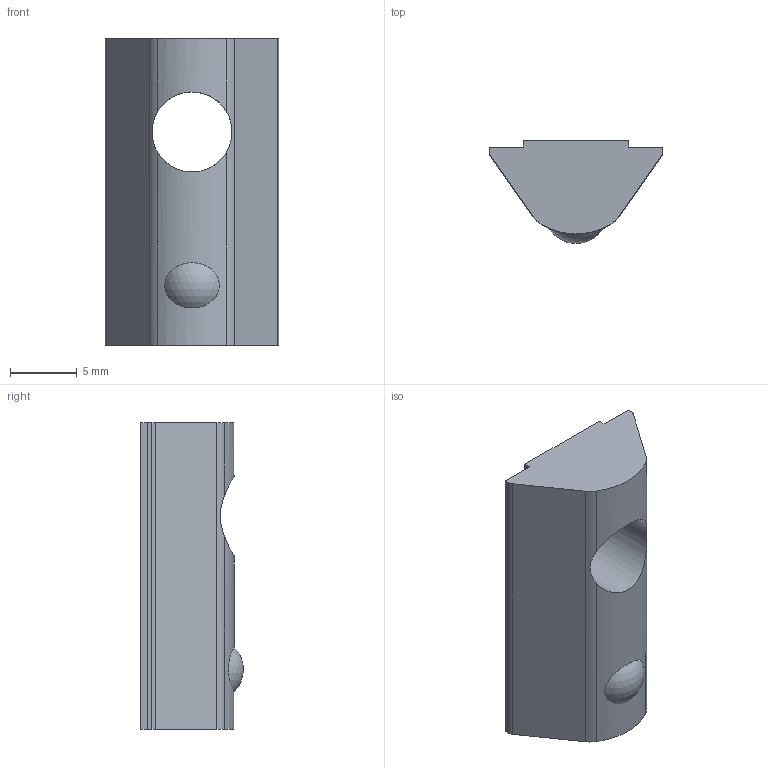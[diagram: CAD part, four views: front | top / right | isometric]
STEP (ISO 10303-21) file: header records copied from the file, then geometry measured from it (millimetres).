
FILE_DESCRIPTION(/* description */ (''),/* implementation_level */ '2;1');
FILE_NAME(/* name */ '122325',/* time_stamp */ '2014-10-06T11:54:32+02:00',/* author */ (''),/* organization */ (''),/* preprocessor_version */ 'ST-DEVELOPER v14',/* originating_system */ 'HiCAD 2013 1802.4 Build 509',/* authorisation */ '');
FILE_SCHEMA (('AUTOMOTIVE_DESIGN { 1 0 10303 214 1 1 1 1 }'));
Length unit declared in the file: millimetre
Products named in the file (2): Root; 122325Sleufmoer 8 - M6 met kogelBOIKON
Assembly tree (1 placements, depth 2):
  Root
    122325Sleufmoer 8 - M6 met kogelBOIKON
Bounding box: 13 x 7.69 x 23 mm (x, y, z)
Volume: 1239.5 mm3; surface area: 963.9 mm2
Topology: 1 solids, 1 shells, 19 faces, 52 edges, 36 vertices
Faces by surface type: plane 11, cylinder 7, sphere 1
Full cylindrical faces by diameter (mm): 6 x1
Entity records: 1966 total; most frequent: CARTESIAN_POINT 954, PRESENTATION_STYLE_ASSIGNMENT 101, COLOUR_RGB 101, DRAUGHTING_PRE_DEFINED_CURVE_FONT 100, CURVE_STYLE 100, OVER_RIDING_STYLED_ITEM 100, ORIENTED_EDGE 100, DIRECTION 98
